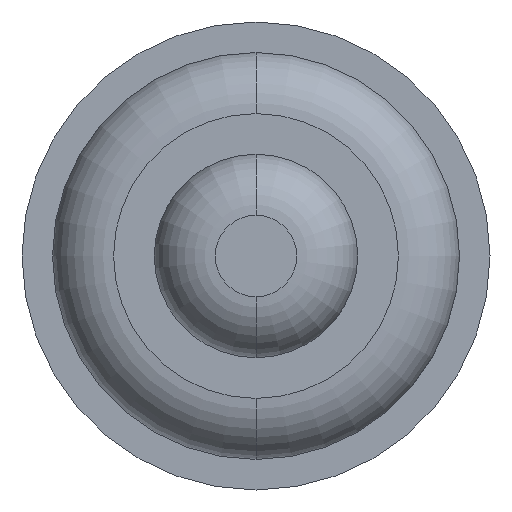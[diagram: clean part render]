
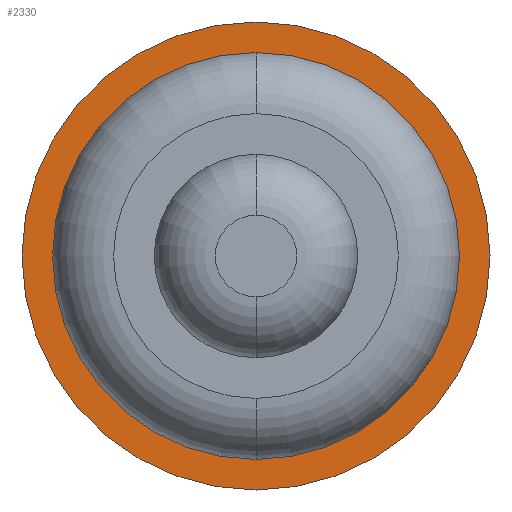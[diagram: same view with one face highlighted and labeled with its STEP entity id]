
A CAD part, front view. The second image highlights one B-rep face of the part: STEP entity #2330.
In plain terms, the highlighted planar face has unit normal (0, -1, 0).
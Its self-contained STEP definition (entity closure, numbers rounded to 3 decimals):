
#23 = DIRECTION ( 'NONE',  ( 0., 1., 0. ) ) ;
#283 = ORIENTED_EDGE ( 'NONE', *, *, #2965, .F. ) ;
#583 = DIRECTION ( 'NONE',  ( 0., -1., 0. ) ) ;
#585 = ORIENTED_EDGE ( 'NONE', *, *, #2746, .T. ) ;
#603 = CIRCLE ( 'NONE', #2706, 1.15 ) ;
#649 = FACE_OUTER_BOUND ( 'NONE', #1986, .T. ) ;
#756 = DIRECTION ( 'NONE',  ( 0., 0., 1. ) ) ;
#1150 = CARTESIAN_POINT ( 'NONE',  ( -1.15, -2., 0. ) ) ;
#1169 = CARTESIAN_POINT ( 'NONE',  ( 0., -2., 0. ) ) ;
#1170 = CARTESIAN_POINT ( 'NONE',  ( 0., -2., -1.15 ) ) ;
#1242 = CARTESIAN_POINT ( 'NONE',  ( 0., -2., 0. ) ) ;
#1269 = EDGE_CURVE ( 'Defeature ausgef�hrt1_9+Defeature ausgef�hrt1_8+Defeature ausgef�hrt1_8+Defeature ausgef�hrt1_8', #2648, #3537, #603, .T. ) ;
#1304 = AXIS2_PLACEMENT_3D ( 'NONE', #1169, #1776, #3979 ) ;
#1434 = ORIENTED_EDGE ( 'NONE', *, *, #1269, .F. ) ;
#1495 = FACE_BOUND ( 'NONE', #1564, .T. ) ;
#1564 = EDGE_LOOP ( 'NONE', ( #585, #3676 ) ) ;
#1617 = CARTESIAN_POINT ( 'NONE',  ( 0., -2., 0. ) ) ;
#1776 = DIRECTION ( 'NONE',  ( 0., 1., 0. ) ) ;
#1973 = AXIS2_PLACEMENT_3D ( 'NONE', #1617, #2248, #2917 ) ;
#1986 = EDGE_LOOP ( 'NONE', ( #1434, #283 ) ) ;
#2194 = CIRCLE ( 'NONE', #2317, 1. ) ;
#2240 = CARTESIAN_POINT ( 'NONE',  ( 0., -2., -1. ) ) ;
#2248 = DIRECTION ( 'NONE',  ( 0., 1., 0. ) ) ;
#2317 = AXIS2_PLACEMENT_3D ( 'NONE', #3284, #3586, #756 ) ;
#2330 = ADVANCED_FACE ( 'Defeature ausgef�hrt1_8', ( #1495, #649 ), #3650, .T. ) ;
#2648 = VERTEX_POINT ( 'NONE', #3934 ) ;
#2706 = AXIS2_PLACEMENT_3D ( 'NONE', #1242, #23, #2847 ) ;
#2734 = DIRECTION ( 'NONE',  ( 0., 0., -1. ) ) ;
#2746 = EDGE_CURVE ( 'Defeature ausgef�hrt1_8+Defeature ausgef�hrt1_7+Defeature ausgef�hrt1_7+Defeature ausgef�hrt1_7', #3875, #3426, #3859, .T. ) ;
#2847 = DIRECTION ( 'NONE',  ( 0., 0., 1. ) ) ;
#2917 = DIRECTION ( 'NONE',  ( 0., 0., 1. ) ) ;
#2965 = EDGE_CURVE ( 'Defeature ausgef�hrt1_9+Defeature ausgef�hrt1_8+Defeature ausgef�hrt1_8+Defeature ausgef�hrt1_8', #3537, #2648, #3659, .T. ) ;
#3113 = EDGE_CURVE ( 'Defeature ausgef�hrt1_8+Defeature ausgef�hrt1_7+Defeature ausgef�hrt1_7+Defeature ausgef�hrt1_7', #3426, #3875, #2194, .T. ) ;
#3284 = CARTESIAN_POINT ( 'NONE',  ( 0., -2., 0. ) ) ;
#3426 = VERTEX_POINT ( 'NONE', #2240 ) ;
#3537 = VERTEX_POINT ( 'NONE', #1170 ) ;
#3560 = CARTESIAN_POINT ( 'NONE',  ( 0., -2., 1. ) ) ;
#3586 = DIRECTION ( 'NONE',  ( 0., 1., 0. ) ) ;
#3650 = PLANE ( 'NONE',  #3715 ) ;
#3659 = CIRCLE ( 'NONE', #1973, 1.15 ) ;
#3676 = ORIENTED_EDGE ( 'NONE', *, *, #3113, .T. ) ;
#3715 = AXIS2_PLACEMENT_3D ( 'NONE', #1150, #583, #2734 ) ;
#3859 = CIRCLE ( 'NONE', #1304, 1. ) ;
#3875 = VERTEX_POINT ( 'NONE', #3560 ) ;
#3934 = CARTESIAN_POINT ( 'NONE',  ( 0., -2., 1.15 ) ) ;
#3979 = DIRECTION ( 'NONE',  ( 0., 0., 1. ) ) ;
